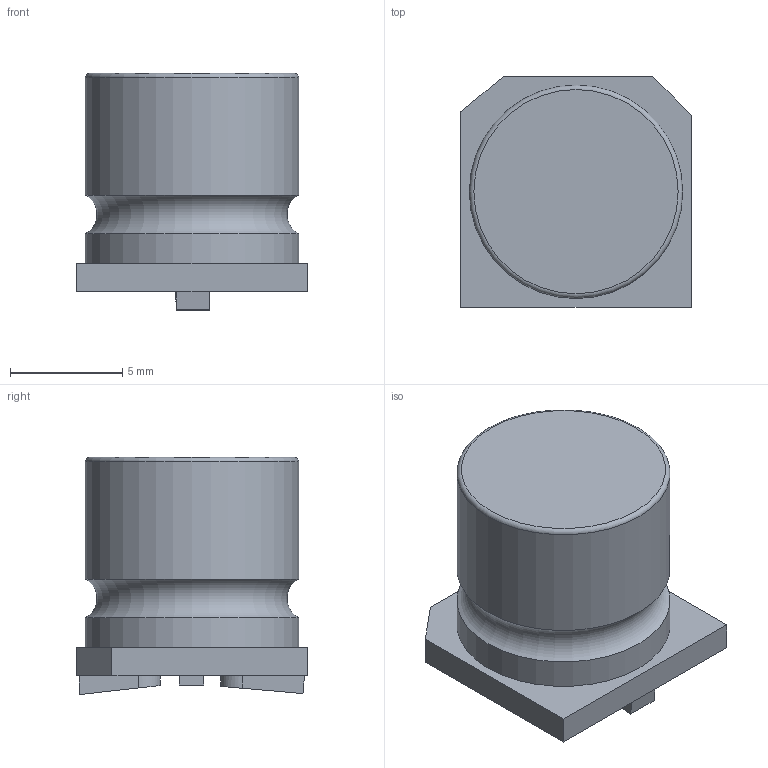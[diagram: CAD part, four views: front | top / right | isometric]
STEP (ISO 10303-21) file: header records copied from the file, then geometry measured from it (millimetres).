
FILE_DESCRIPTION(/* description */ ('Unknown'),/* implementation_level */ '2;1');
FILE_NAME(/* name */ 'GYB1H101MCQ1GS',/* time_stamp */ '2022-12-27T16:42:51+02:00',/* author */ ('Unknown'),/* organization */ ('Unknown'),/* preprocessor_version */ 'ST-DEVELOPER v18.102',/* originating_system */ 'Solid Edge',/* authorisation */ 'Unknown');
FILE_SCHEMA (('AUTOMOTIVE_DESIGN {1 0 10303 214 3 1 1}'));
Length unit declared in the file: millimetre
Products named in the file (1): GYB1H101MCQ1GS
Bounding box: 10.3 x 10.3 x 10.58 mm (x, y, z)
Volume: 721 mm3; surface area: 527.9 mm2
Topology: 1 solids, 1 shells, 30 faces, 71 edges, 47 vertices
Faces by surface type: plane 22, cylinder 6, torus 2
Full cylindrical faces by diameter (mm): 9.513 x2
Entity records: 1057 total; most frequent: CARTESIAN_POINT 141, DIRECTION 140, ORIENTED_EDGE 130, EDGE_CURVE 65, LINE 52, VECTOR 52, VERTEX_POINT 45, AXIS2_PLACEMENT_3D 44
